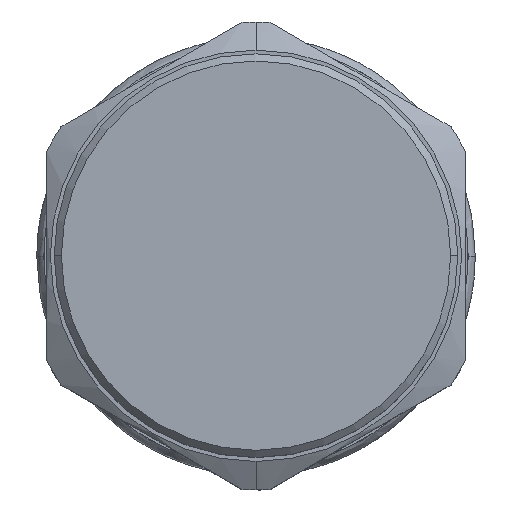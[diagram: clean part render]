
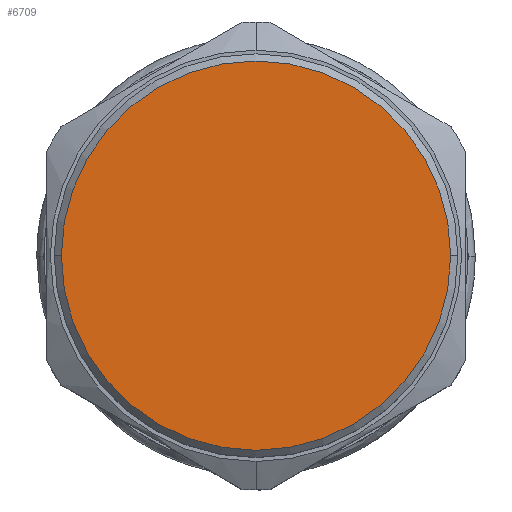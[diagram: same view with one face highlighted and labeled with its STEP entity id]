
A CAD part, top view. The second image highlights one B-rep face of the part: STEP entity #6709.
In plain terms, the highlighted planar face has unit normal (0, 0, 1).
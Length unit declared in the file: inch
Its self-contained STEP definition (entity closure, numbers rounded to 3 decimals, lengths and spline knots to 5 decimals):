
#5=CARTESIAN_POINT('',(0.,0.,3.367));
#6=DIRECTION('',(0.,0.,1.));
#7=DIRECTION('',(1.,0.,0.));
#8=AXIS2_PLACEMENT_3D('',#5,#6,#7);
#10=CARTESIAN_POINT('',(0.,0.,3.367));
#11=DIRECTION('',(0.,0.,1.));
#12=DIRECTION('',(-1.,0.,0.));
#13=AXIS2_PLACEMENT_3D('',#10,#11,#12);
#6407=CARTESIAN_POINT('',(0.407,0.,3.367));
#6408=CARTESIAN_POINT('',(-0.407,0.,3.367));
#6409=VERTEX_POINT('',#6407);
#6410=VERTEX_POINT('',#6408);
#6699=CARTESIAN_POINT('',(0.,0.,3.367));
#6700=DIRECTION('',(0.,0.,-1.));
#6701=DIRECTION('',(1.,0.,0.));
#6702=AXIS2_PLACEMENT_3D('',#6699,#6700,#6701);
#6703=PLANE('',#6702);
#6704=ORIENTED_EDGE('',*,*,#6688,.F.);
#6706=ORIENTED_EDGE('',*,*,#6705,.F.);
#6707=EDGE_LOOP('',(#6704,#6706));
#6708=FACE_OUTER_BOUND('',#6707,.F.);
#6709=ADVANCED_FACE('',(#6708),#6703,.F.);
#9=CIRCLE('',#8,0.407);
#14=CIRCLE('',#13,0.407);
#6688=EDGE_CURVE('',#6409,#6410,#9,.T.);
#6705=EDGE_CURVE('',#6410,#6409,#14,.T.);
